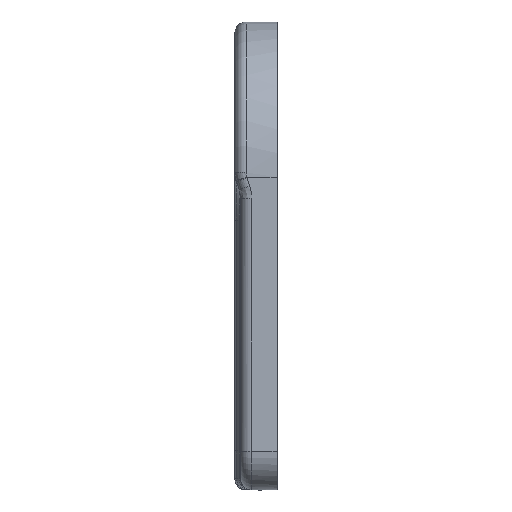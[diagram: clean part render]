
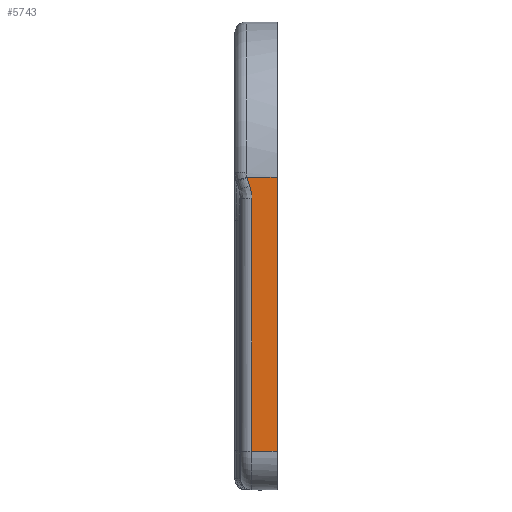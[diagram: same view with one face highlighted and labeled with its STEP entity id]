
A CAD part, left-side view. The second image highlights one B-rep face of the part: STEP entity #5743.
In plain terms, the highlighted planar face has unit normal (-1, 0, 0).
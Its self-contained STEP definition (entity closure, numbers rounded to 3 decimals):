
#586=LINE('',#9342,#1091);
#636=LINE('',#9824,#1141);
#638=LINE('',#9853,#1143);
#660=LINE('',#10145,#1165);
#662=LINE('',#10148,#1167);
#1091=VECTOR('',#6988,10.);
#1141=VECTOR('',#7246,10.);
#1143=VECTOR('',#7256,10.);
#1165=VECTOR('',#7364,10.);
#1167=VECTOR('',#7368,10.);
#1562=FACE_OUTER_BOUND('',#1946,.T.);
#1946=EDGE_LOOP('',(#4809,#4810,#4811,#4812,#4813,#4814,#4815));
#2196=CIRCLE('',#6133,3.);
#2205=CIRCLE('',#6148,7.);
#2626=VERTEX_POINT('',#9339);
#2627=VERTEX_POINT('',#9341);
#2706=VERTEX_POINT('',#9673);
#2707=VERTEX_POINT('',#9675);
#2719=VERTEX_POINT('',#9822);
#2721=VERTEX_POINT('',#9847);
#2722=VERTEX_POINT('',#9852);
#3289=EDGE_CURVE('',#2626,#2627,#586,.T.);
#3398=EDGE_CURVE('',#2706,#2707,#2196,.T.);
#3419=EDGE_CURVE('',#2719,#2706,#636,.T.);
#3422=EDGE_CURVE('',#2721,#2719,#2205,.T.);
#3424=EDGE_CURVE('',#2722,#2721,#638,.T.);
#3472=EDGE_CURVE('',#2626,#2707,#660,.T.);
#3474=EDGE_CURVE('',#2627,#2722,#662,.T.);
#4809=ORIENTED_EDGE('',*,*,#3424,.F.);
#4810=ORIENTED_EDGE('',*,*,#3474,.F.);
#4811=ORIENTED_EDGE('',*,*,#3289,.F.);
#4812=ORIENTED_EDGE('',*,*,#3472,.T.);
#4813=ORIENTED_EDGE('',*,*,#3398,.F.);
#4814=ORIENTED_EDGE('',*,*,#3419,.F.);
#4815=ORIENTED_EDGE('',*,*,#3422,.F.);
#5455=PLANE('',#6194);
#5743=ADVANCED_FACE('',(#1562),#5455,.T.);
#6133=AXIS2_PLACEMENT_3D('',#9676,#7214,#7215);
#6148=AXIS2_PLACEMENT_3D('',#9849,#7250,#7251);
#6194=AXIS2_PLACEMENT_3D('',#10147,#7366,#7367);
#6988=DIRECTION('',(0.,0.,-1.));
#7214=DIRECTION('center_axis',(1.,0.,0.));
#7215=DIRECTION('ref_axis',(0.,0.,
-1.));
#7246=DIRECTION('',(0.,0.316,0.949));
#7250=DIRECTION('center_axis',(-1.,0.,0.));
#7251=DIRECTION('ref_axis',(0.,0.,
1.));
#7256=DIRECTION('',(0.,0.,1.));
#7364=DIRECTION('',(0.,1.,0.));
#7366=DIRECTION('center_axis',(-1.,0.,0.));
#7367=DIRECTION('ref_axis',(0.,0.,1.));
#7368=DIRECTION('',(0.,1.,0.));
#9339=CARTESIAN_POINT('',(-0.617,-5.,64.262));
#9341=CARTESIAN_POINT('',(-0.617,-5.,15.442));
#9342=CARTESIAN_POINT('',(-0.617,-5.,64.262));
#9673=CARTESIAN_POINT('',(-0.617,0.346,64.126));
#9675=CARTESIAN_POINT('',(-0.617,0.388,64.262));
#9676=CARTESIAN_POINT('Origin',(-0.617,-2.5,65.075));
#9822=CARTESIAN_POINT('',(-0.617,-0.141,62.666));
#9824=CARTESIAN_POINT('',(-0.617,-7.095,41.802));
#9847=CARTESIAN_POINT('',(-0.617,-0.5,60.452));
#9849=CARTESIAN_POINT('Origin',(-0.617,6.5,60.452));
#9852=CARTESIAN_POINT('',(-0.617,-0.5,15.442));
#9853=CARTESIAN_POINT('',(-0.617,-0.5,25.93));
#10145=CARTESIAN_POINT('',(-0.617,0.,64.262));
#10147=CARTESIAN_POINT('Origin',(-0.617,0.,15.442));
#10148=CARTESIAN_POINT('',(-0.617,0.,15.442));
